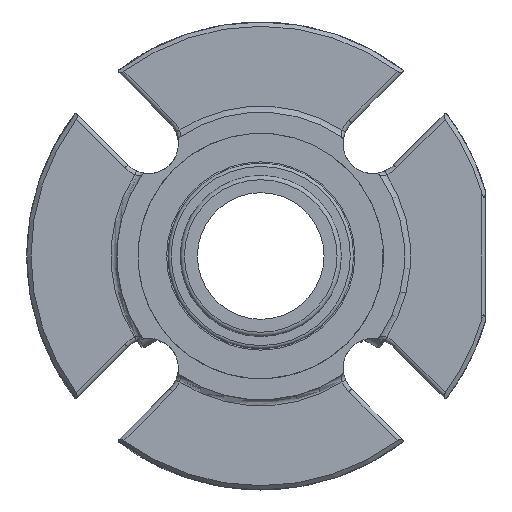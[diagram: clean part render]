
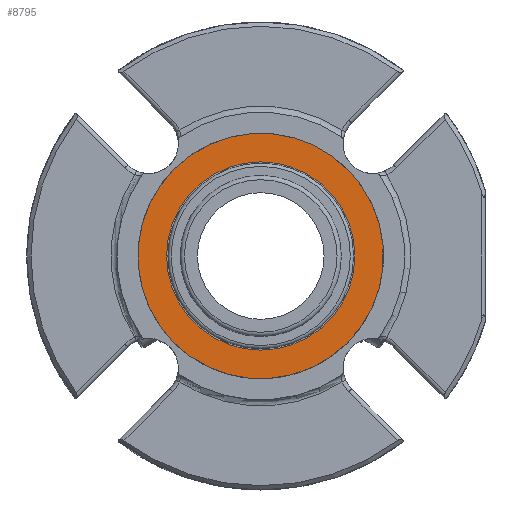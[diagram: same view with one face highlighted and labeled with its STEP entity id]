
A CAD part, front view. The second image highlights one B-rep face of the part: STEP entity #8795.
In plain terms, the highlighted planar face has unit normal (0, -1, 0).
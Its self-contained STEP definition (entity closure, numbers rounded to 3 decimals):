
#1726=PLANE('',#9672);
#4377=ORIENTED_EDGE('',*,*,#5684,.T.);
#4378=ORIENTED_EDGE('',*,*,#5685,.F.);
#5684=EDGE_CURVE('',#6520,#6520,#6931,.T.);
#5685=EDGE_CURVE('',#6521,#6521,#6932,.F.);
#6520=VERTEX_POINT('',#18639);
#6521=VERTEX_POINT('',#18641);
#6931=CIRCLE('',#9673,29.07);
#6932=CIRCLE('',#9674,22.301);
#7522=EDGE_LOOP('',(#4377));
#7523=EDGE_LOOP('',(#4378));
#8122=FACE_BOUND('',#7522,.T.);
#8123=FACE_BOUND('',#7523,.T.);
#8795=ADVANCED_FACE('',(#8122,#8123),#1726,.F.);
#9672=AXIS2_PLACEMENT_3D('',#18637,#11902,#11903);
#9673=AXIS2_PLACEMENT_3D('',#18638,#11904,#11905);
#9674=AXIS2_PLACEMENT_3D('',#18640,#11906,#11907);
#11902=DIRECTION('',(0.,1.,0.));
#11903=DIRECTION('',(-0.577,0.,-0.816));
#11904=DIRECTION('',(0.,-1.,0.));
#11905=DIRECTION('',(0.577,0.,0.816));
#11906=DIRECTION('',(0.,1.,0.));
#11907=DIRECTION('',(-1.,0.,0.));
#18637=CARTESIAN_POINT('',(16.784,29.616,23.736));
#18638=CARTESIAN_POINT('',(0.,29.616,0.));
#18639=CARTESIAN_POINT('',(16.784,29.616,23.736));
#18640=CARTESIAN_POINT('',(0.,29.616,0.));
#18641=CARTESIAN_POINT('',(-22.301,29.616,0.));
